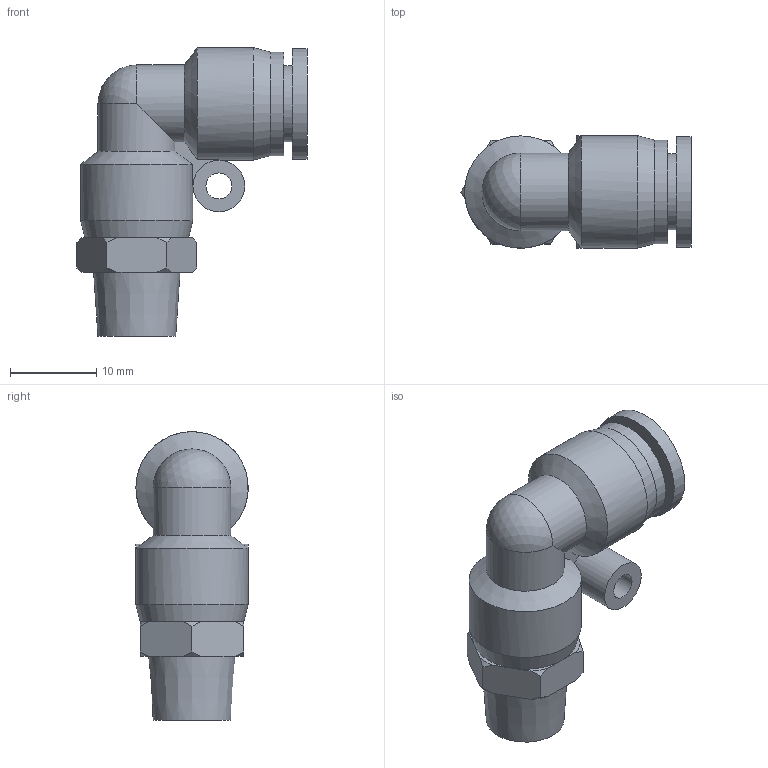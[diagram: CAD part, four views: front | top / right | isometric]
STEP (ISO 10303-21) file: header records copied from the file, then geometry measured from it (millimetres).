
FILE_DESCRIPTION(/* description */ (''),/* implementation_level */ '2;1');
FILE_NAME(/* name */ 'PL1-4-1-8NPT.stp',/* time_stamp */ '2025-06-13T11:01:37-04:00',/* author */ ('esanner'),/* organization */ (''),/* preprocessor_version */ 'ST-DEVELOPER v19',/* originating_system */ 'AutoCAD Mechanical',/* authorisation */ '');
FILE_SCHEMA (('AUTOMOTIVE_DESIGN { 1 0 10303 214 3 1 1 }'));
Length unit declared in the file: millimetre
Products named in the file (1): Product
Bounding box: 26.63 x 13 x 33.4 mm (x, y, z)
Volume: 3426.5 mm3; surface area: 3322.8 mm2
Topology: 1 solids, 1 shells, 57 faces, 142 edges, 90 vertices
Faces by surface type: plane 26, cone 17, cylinder 11, bspline 2, sphere 1
Full cylindrical faces by diameter (mm): 3 x1, 6 x1, 6.4 x1, 6.5 x1, 8.8 x1, 12 x1, 12.8 x1, 13 x2
Entity records: 1802 total; most frequent: CARTESIAN_POINT 457, ORIENTED_EDGE 284, DIRECTION 281, EDGE_CURVE 142, AXIS2_PLACEMENT_3D 114, VERTEX_POINT 90, EDGE_LOOP 64, FACE_OUTER_BOUND 57
